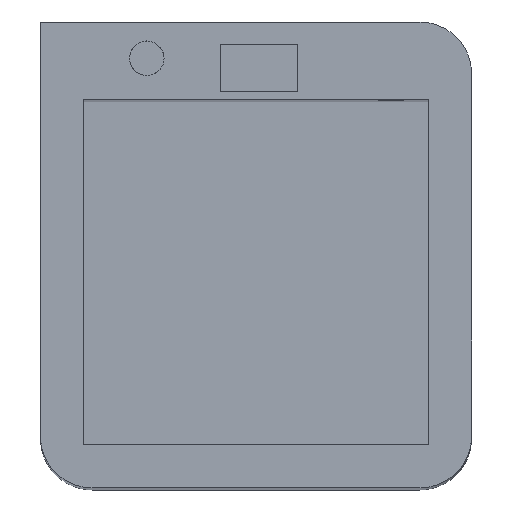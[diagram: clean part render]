
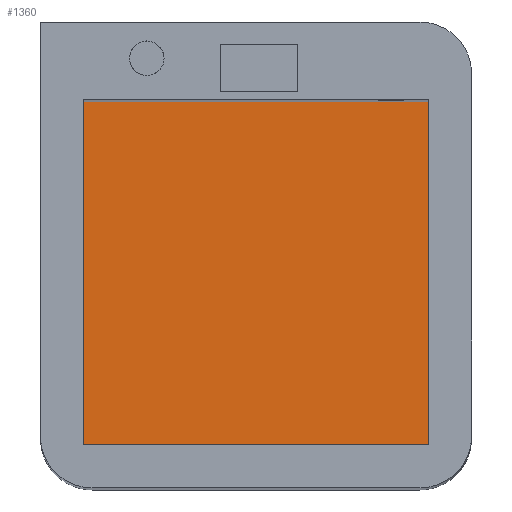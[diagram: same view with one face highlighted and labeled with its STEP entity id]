
A CAD part, top view. The second image highlights one B-rep face of the part: STEP entity #1360.
In plain terms, the highlighted planar face has unit normal (0, 0, 1).
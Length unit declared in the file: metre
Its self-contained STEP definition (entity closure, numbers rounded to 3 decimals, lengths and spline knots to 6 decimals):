
#289=ORIENTED_EDGE('',*,*,#621,.F.);
#290=ORIENTED_EDGE('',*,*,#627,.F.);
#291=ORIENTED_EDGE('',*,*,#625,.T.);
#292=ORIENTED_EDGE('',*,*,#580,.T.);
#580=EDGE_CURVE('',#766,#765,#881,.T.);
#621=EDGE_CURVE('',#792,#765,#909,.T.);
#625=EDGE_CURVE('',#793,#766,#913,.T.);
#627=EDGE_CURVE('',#793,#792,#915,.T.);
#765=VERTEX_POINT('',#2146);
#766=VERTEX_POINT('',#2148);
#792=VERTEX_POINT('',#2230);
#793=VERTEX_POINT('',#2236);
#881=LINE('',#2147,#1021);
#909=LINE('',#2229,#1049);
#913=LINE('',#2235,#1053);
#915=LINE('',#2239,#1055);
#1021=VECTOR('',#1688,1.);
#1049=VECTOR('',#1764,1.);
#1053=VECTOR('',#1770,1.);
#1055=VECTOR('',#1774,1.);
#1124=EDGE_LOOP('',(#289,#290,#291,#292));
#1224=FACE_BOUND('',#1124,.T.);
#1305=PLANE('',#1483);
#1360=ADVANCED_FACE('',(#1224),#1305,.T.);
#1483=AXIS2_PLACEMENT_3D('',#2240,#1775,#1776);
#1688=DIRECTION('',(-1.,0.,0.));
#1764=DIRECTION('',(0.,1.,0.));
#1770=DIRECTION('',(0.,1.,0.));
#1774=DIRECTION('',(-1.,0.,0.));
#1775=DIRECTION('',(0.,0.,1.));
#1776=DIRECTION('',(1.,0.,0.));
#2146=CARTESIAN_POINT('',(-0.02,0.02,0.));
#2147=CARTESIAN_POINT('',(0.,0.02,0.));
#2148=CARTESIAN_POINT('',(0.02,0.02,0.));
#2229=CARTESIAN_POINT('',(-0.02,-0.0005,0.));
#2230=CARTESIAN_POINT('',(-0.02,-0.02,0.));
#2235=CARTESIAN_POINT('',(0.02,-0.0005,0.));
#2236=CARTESIAN_POINT('',(0.02,-0.02,0.));
#2239=CARTESIAN_POINT('',(0.,-0.02,0.));
#2240=CARTESIAN_POINT('',(0.,0.002,0.));
